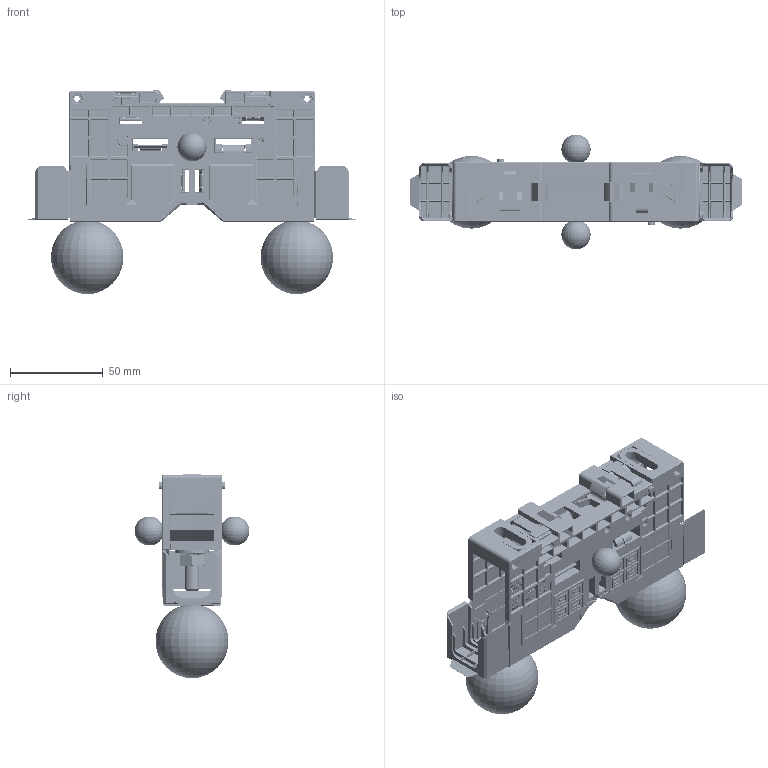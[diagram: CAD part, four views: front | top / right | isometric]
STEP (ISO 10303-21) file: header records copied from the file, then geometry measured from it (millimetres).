
FILE_DESCRIPTION(/* description */ ('Unknown'),/* implementation_level */ '2;1');
FILE_NAME(/* name */ '2SPT70',/* time_stamp */ '2021-02-15T13:59:23+05:00',/* author */ ('Unknown'),/* organization */ ('Unknown'),/* preprocessor_version */ 'ST-DEVELOPER v16.7',/* originating_system */ 'DEX',/* authorisation */ $);
FILE_SCHEMA (('AUTOMOTIVE_DESIGN {1 0 10303 214 3 1 1}'));
Length unit declared in the file: millimetre
Products named in the file (10): 2SPT70; 6SPT70H; 6SPT70PC; 9SASPT70C; 8SPT70C; 52MDSPT70; 9SASPT70NW; 52NHSPT70; 59LMSPT70; 6SPT70FT
Assembly tree (13 placements, depth 4):
  2SPT70
    6SPT70H  x2
    6SPT70PC  x2
    9SASPT70C
      8SPT70C
      52MDSPT70  x2
      9SASPT70NW  x2
        52NHSPT70
        59LMSPT70
    6SPT70FT
Bounding box: 179 x 62 x 110.3 mm (x, y, z)
Volume: 168054.3 mm3; surface area: 143809.1 mm2
Topology: 12 solids, 12 shells, 9542 faces, 24502 edges, 15152 vertices
Faces by surface type: plane 4495, cylinder 2865, torus 1024, bspline 670, cone 312, sphere 176
Full cylindrical faces by diameter (mm): 1.8 x4, 2.1 x4, 2.5 x2, 3 x4, 3.25 x4, 3.9 x2, 4 x2, 4.4 x2, 6.647 x2, 7 x2, 8 x4, 8.5 x2, 9 x2, 9.3 x2, 11.8 x4, 15.5 x2, 18 x2
Entity records: 156476 total; most frequent: CARTESIAN_POINT 37652, ORIENTED_EDGE 24650, DIRECTION 24295, EDGE_CURVE 12325, AXIS2_PLACEMENT_3D 8436, VERTEX_POINT 7793, LINE 7423, VECTOR 7423
